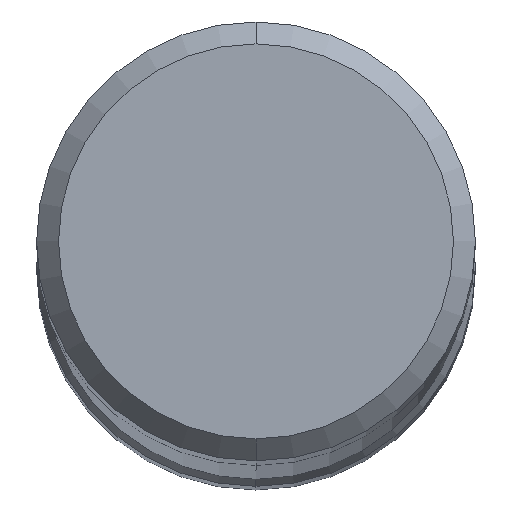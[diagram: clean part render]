
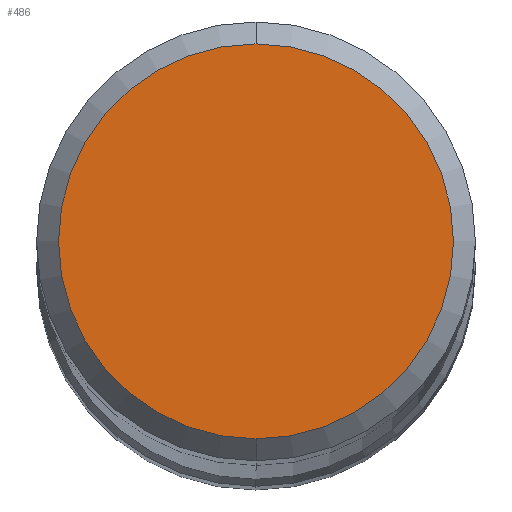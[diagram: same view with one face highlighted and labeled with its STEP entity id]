
A CAD part, top view. The second image highlights one B-rep face of the part: STEP entity #486.
In plain terms, the highlighted planar face has unit normal (0, 0, 1).
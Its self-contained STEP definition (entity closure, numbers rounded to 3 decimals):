
#223=CARTESIAN_POINT('',(0.,0.,36.));
#224=DIRECTION('',(0.,0.,1.));
#225=DIRECTION('',(0.,1.,0.));
#226=AXIS2_PLACEMENT_3D('',#223,#224,#225);
#231=CARTESIAN_POINT('',(0.,0.,36.));
#232=DIRECTION('',(0.,0.,-1.));
#233=DIRECTION('',(0.,1.,0.));
#234=AXIS2_PLACEMENT_3D('',#231,#232,#233);
#261=CARTESIAN_POINT('',(0.,2.7,36.));
#262=VERTEX_POINT('',#261);
#271=CARTESIAN_POINT('',(0.,-2.7,36.));
#272=VERTEX_POINT('',#271);
#477=CARTESIAN_POINT('',(0.,0.,36.));
#478=DIRECTION('',(0.,0.,-1.));
#479=DIRECTION('',(0.,-1.,0.));
#480=AXIS2_PLACEMENT_3D('',#477,#478,#479);
#481=PLANE('',#480);
#482=ORIENTED_EDGE('',*,*,#470,.F.);
#483=ORIENTED_EDGE('',*,*,#459,.T.);
#484=EDGE_LOOP('',(#482,#483));
#485=FACE_OUTER_BOUND('',#484,.F.);
#227=CIRCLE('',#226,2.7);
#235=CIRCLE('',#234,2.7);
#459=EDGE_CURVE('',#262,#272,#235,.T.);
#470=EDGE_CURVE('',#262,#272,#227,.T.);
#486=ADVANCED_FACE('',(#485),#481,.F.);
